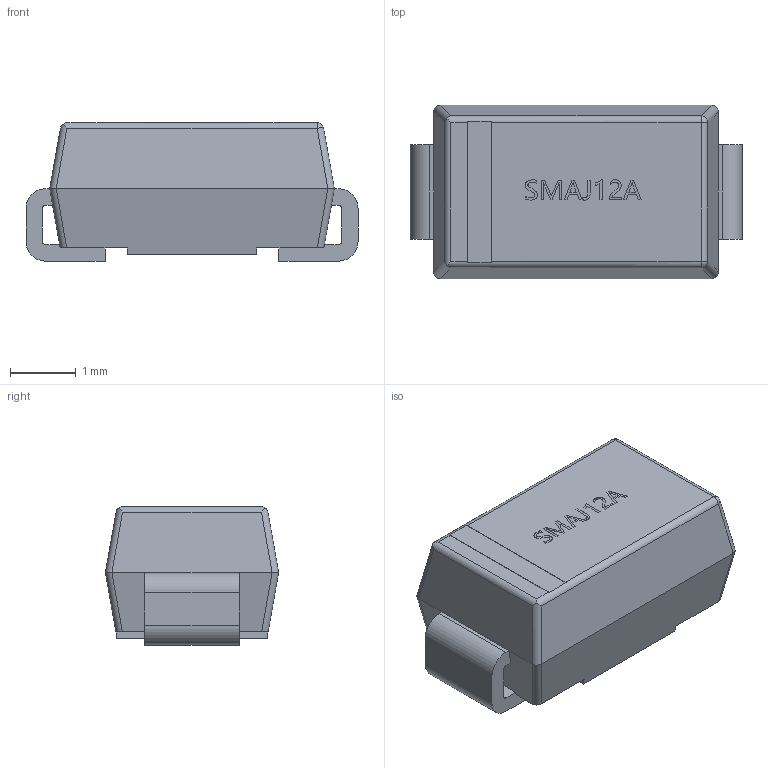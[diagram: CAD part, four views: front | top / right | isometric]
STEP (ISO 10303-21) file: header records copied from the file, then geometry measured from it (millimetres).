
FILE_DESCRIPTION (( 'STEP AP214' ), '1' );
FILE_NAME ('SMA_L4.3-W2.6-LS5.0-FD.STEP', '2021-09-05T10:18:17', ( '' ), ( '' ), 'SwSTEP 2.0', 'SolidWorks 2018', '' );
FILE_SCHEMA (( 'AUTOMOTIVE_DESIGN' ));
Length unit declared in the file: millimetre
Products named in the file (1): SMA_L4.3-W2.6-LS5.0-FD
Bounding box: 5.04 x 2.63 x 2.1 mm (x, y, z)
Volume: 21.2 mm3; surface area: 53.2 mm2
Topology: 1 solids, 1 shells, 218 faces, 594 edges, 390 vertices
Faces by surface type: plane 146, bspline 50, cylinder 20, sphere 2
Entity records: 11472 total; most frequent: CARTESIAN_POINT 3887, ORIENTED_EDGE 1188, DIRECTION 844, EDGE_CURVE 594, LINE 454, VECTOR 454, VERTEX_POINT 390, EDGE_LOOP 234
